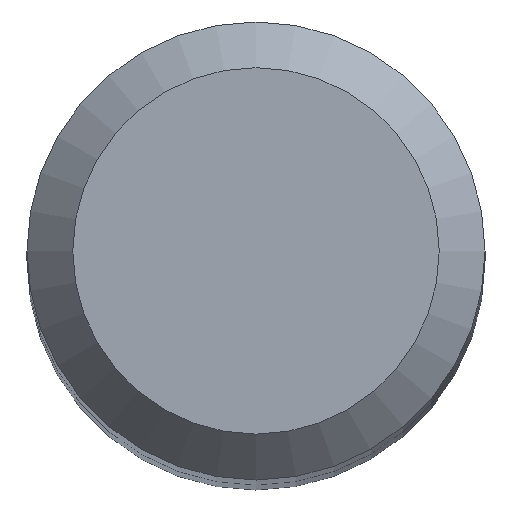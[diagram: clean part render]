
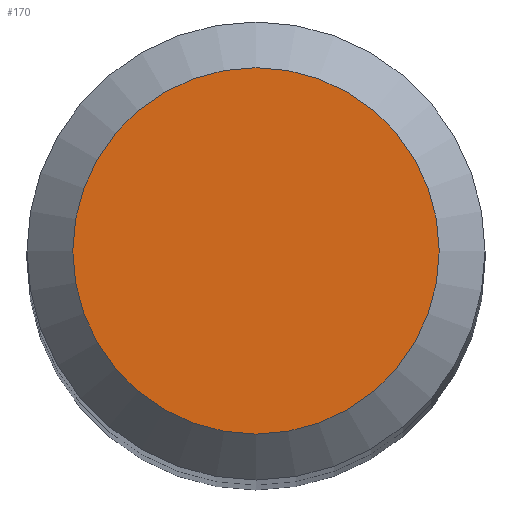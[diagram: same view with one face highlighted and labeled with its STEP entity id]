
A CAD part, top view. The second image highlights one B-rep face of the part: STEP entity #170.
In plain terms, the highlighted planar face has unit normal (0, 0, 1).
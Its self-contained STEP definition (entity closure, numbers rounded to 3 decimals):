
#24 = EDGE_LOOP ( 'NONE', ( #152 ) ) ;
#42 = CARTESIAN_POINT ( 'NONE',  ( 0., 3.2, 102. ) ) ;
#62 = VERTEX_POINT ( 'NONE', #42 ) ;
#64 = PLANE ( 'NONE',  #159 ) ;
#77 = EDGE_CURVE ( 'NONE', #62, #62, #117, .T. ) ;
#91 = FACE_OUTER_BOUND ( 'NONE', #24, .T. ) ;
#94 = DIRECTION ( 'NONE',  ( 0., 1., 0. ) ) ;
#117 = CIRCLE ( 'NONE', #162, 3.2 ) ;
#123 = DIRECTION ( 'NONE',  ( 0., 1., 0. ) ) ;
#140 = DIRECTION ( 'NONE',  ( 0., 0., -1. ) ) ;
#152 = ORIENTED_EDGE ( 'NONE', *, *, #77, .F. ) ;
#154 = CARTESIAN_POINT ( 'NONE',  ( 0., 0., 102. ) ) ;
#159 = AXIS2_PLACEMENT_3D ( 'NONE', #184, #140, #94 ) ;
#162 = AXIS2_PLACEMENT_3D ( 'NONE', #154, #200, #123 ) ;
#170 = ADVANCED_FACE ( 'NONE', ( #91 ), #64, .F. ) ;
#184 = CARTESIAN_POINT ( 'NONE',  ( 0., 0., 102. ) ) ;
#200 = DIRECTION ( 'NONE',  ( 0., 0., -1. ) ) ;
